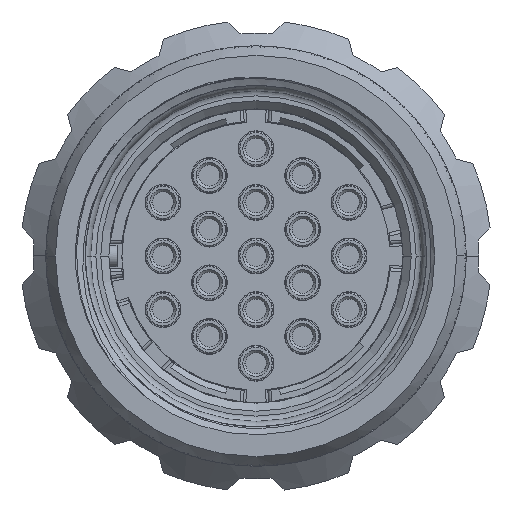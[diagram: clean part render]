
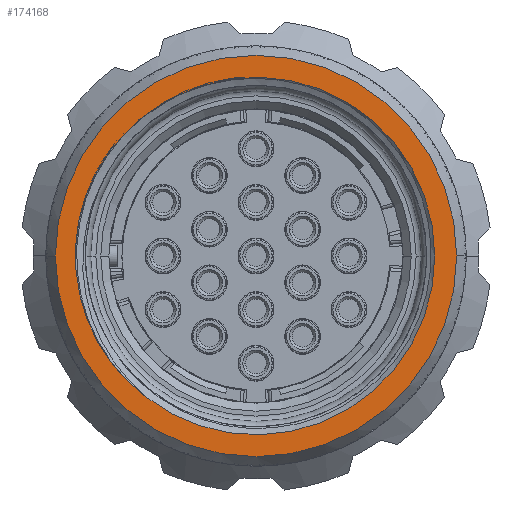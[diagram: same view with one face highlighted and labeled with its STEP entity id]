
A CAD part, left-side view. The second image highlights one B-rep face of the part: STEP entity #174168.
In plain terms, the highlighted planar face has unit normal (-1, 0, 0).
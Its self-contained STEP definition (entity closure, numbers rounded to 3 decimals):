
#32107=CARTESIAN_POINT('',(-13.05,0.,0.));
#32108=DIRECTION('',(-1.,0.,0.));
#32109=DIRECTION('',(0.,1.,0.));
#32110=AXIS2_PLACEMENT_3D('',#32107,#32108,#32109);
#32112=CARTESIAN_POINT('',(-13.05,0.,0.));
#32113=DIRECTION('',(1.,0.,0.));
#32114=DIRECTION('',(0.,1.,0.));
#32115=AXIS2_PLACEMENT_3D('',#32112,#32113,#32114);
#32117=CARTESIAN_POINT('',(-13.05,7.989,7.62));
#32118=CARTESIAN_POINT('',(-13.05,7.894,7.714));
#32119=CARTESIAN_POINT('',(-13.05,7.702,7.899));
#32120=CARTESIAN_POINT('',(-13.05,7.403,8.166));
#32121=CARTESIAN_POINT('',(-13.05,7.096,8.422));
#32122=CARTESIAN_POINT('',(-13.05,6.885,8.584));
#32123=CARTESIAN_POINT('',(-13.05,6.778,8.664));
#32125=CARTESIAN_POINT('',(-13.05,7.989,-7.62));
#32126=CARTESIAN_POINT('',(-13.05,8.075,-7.534));
#32127=CARTESIAN_POINT('',(-13.05,8.245,-7.357));
#32128=CARTESIAN_POINT('',(-13.05,8.499,-7.075));
#32129=CARTESIAN_POINT('',(-13.05,8.744,-6.78));
#32130=CARTESIAN_POINT('',(-13.05,8.981,-6.473));
#32131=CARTESIAN_POINT('',(-13.05,9.208,-6.156));
#32132=CARTESIAN_POINT('',(-13.05,9.424,-5.829));
#32133=CARTESIAN_POINT('',(-13.05,9.628,-5.493));
#32134=CARTESIAN_POINT('',(-13.05,9.821,-5.149));
#32135=CARTESIAN_POINT('',(-13.05,10.001,-4.797));
#32136=CARTESIAN_POINT('',(-13.05,10.169,-4.439));
#32137=CARTESIAN_POINT('',(-13.05,10.324,-4.074));
#32138=CARTESIAN_POINT('',(-13.05,10.465,-3.703));
#32139=CARTESIAN_POINT('',(-13.05,10.593,-3.328));
#32140=CARTESIAN_POINT('',(-13.05,10.707,-2.947));
#32141=CARTESIAN_POINT('',(-13.05,10.808,-2.562));
#32142=CARTESIAN_POINT('',(-13.05,10.894,-2.174));
#32143=CARTESIAN_POINT('',(-13.05,10.966,-1.783));
#32144=CARTESIAN_POINT('',(-13.05,11.024,-1.389));
#32145=CARTESIAN_POINT('',(-13.05,11.067,-0.994));
#32146=CARTESIAN_POINT('',(-13.05,11.096,-0.597));
#32147=CARTESIAN_POINT('',(-13.05,11.111,-0.199));
#32148=CARTESIAN_POINT('',(-13.05,11.111,0.199));
#32149=CARTESIAN_POINT('',(-13.05,11.096,0.597));
#32150=CARTESIAN_POINT('',(-13.05,11.067,0.994));
#32151=CARTESIAN_POINT('',(-13.05,11.024,1.389));
#32152=CARTESIAN_POINT('',(-13.05,10.966,1.783));
#32153=CARTESIAN_POINT('',(-13.05,10.894,2.174));
#32154=CARTESIAN_POINT('',(-13.05,10.808,2.562));
#32155=CARTESIAN_POINT('',(-13.05,10.707,2.947));
#32156=CARTESIAN_POINT('',(-13.05,10.593,3.328));
#32157=CARTESIAN_POINT('',(-13.05,10.465,3.704));
#32158=CARTESIAN_POINT('',(-13.05,10.324,4.074));
#32159=CARTESIAN_POINT('',(-13.05,10.169,4.439));
#32160=CARTESIAN_POINT('',(-13.05,10.001,4.797));
#32161=CARTESIAN_POINT('',(-13.05,9.821,5.149));
#32162=CARTESIAN_POINT('',(-13.05,9.628,5.493));
#32163=CARTESIAN_POINT('',(-13.05,9.424,5.829));
#32164=CARTESIAN_POINT('',(-13.05,9.208,6.156));
#32165=CARTESIAN_POINT('',(-13.05,8.981,6.473));
#32166=CARTESIAN_POINT('',(-13.05,8.744,6.78));
#32167=CARTESIAN_POINT('',(-13.05,8.499,7.075));
#32168=CARTESIAN_POINT('',(-13.05,8.245,7.357));
#32169=CARTESIAN_POINT('',(-13.05,8.075,7.534));
#32170=CARTESIAN_POINT('',(-13.05,7.989,7.62));
#32172=CARTESIAN_POINT('',(-13.05,6.778,-8.664));
#32173=CARTESIAN_POINT('',(-13.05,6.885,-8.584));
#32174=CARTESIAN_POINT('',(-13.05,7.096,-8.422));
#32175=CARTESIAN_POINT('',(-13.05,7.403,-8.166));
#32176=CARTESIAN_POINT('',(-13.05,7.702,-7.899));
#32177=CARTESIAN_POINT('',(-13.05,7.894,-7.714));
#32178=CARTESIAN_POINT('',(-13.05,7.989,-7.62));
#32358=CARTESIAN_POINT('',(-13.05,0.,0.));
#32359=DIRECTION('',(1.,0.,0.));
#32360=DIRECTION('',(0.,0.616,0.788));
#32361=AXIS2_PLACEMENT_3D('',#32358,#32359,#32360);
#82916=CARTESIAN_POINT('',(-13.05,12.348,0.));
#82918=VERTEX_POINT('',#82916);
#82927=CARTESIAN_POINT('',(-13.05,-12.348,0.));
#82928=VERTEX_POINT('',#82927);
#83166=VERTEX_POINT('',#32125);
#83167=VERTEX_POINT('',#32170);
#83168=VERTEX_POINT('',#32123);
#83169=VERTEX_POINT('',#32172);
#174149=CARTESIAN_POINT('',(-13.05,0.,0.));
#174150=DIRECTION('',(1.,0.,0.));
#174151=DIRECTION('',(0.,-1.,0.));
#174152=AXIS2_PLACEMENT_3D('',#174149,#174150,#174151);
#174153=PLANE('245',#174152);
#174154=ORIENTED_EDGE('7863',*,*,#98150,.F.);
#174155=ORIENTED_EDGE('7853',*,*,#173594,.T.);
#174156=EDGE_LOOP('245',(#174154,#174155));
#174157=FACE_OUTER_BOUND('245',#174156,.F.);
#174159=ORIENTED_EDGE('8149',*,*,#174158,.F.);
#174161=ORIENTED_EDGE('8140',*,*,#174160,.F.);
#174163=ORIENTED_EDGE('8139',*,*,#174162,.F.);
#174165=ORIENTED_EDGE('8141',*,*,#174164,.F.);
#174166=EDGE_LOOP('245',(#174159,#174161,#174163,#174165));
#174167=FACE_BOUND('245',#174166,.F.);
#32111=CIRCLE('7863',#32110,12.348);
#32116=CIRCLE('7853',#32115,12.348);
#32124=B_SPLINE_CURVE_WITH_KNOTS('8140',3,(#32117,#32118,#32119,#32120,#32121,
#32122,#32123),.UNSPECIFIED.,.F.,.F.,(4,1,1,1,4),(0.,0.25,0.5,0.75,
1.),.UNSPECIFIED.);
#32171=B_SPLINE_CURVE_WITH_KNOTS('8139',3,(#32125,#32126,#32127,#32128,#32129,
#32130,#32131,#32132,#32133,#32134,#32135,#32136,#32137,#32138,#32139,#32140,
#32141,#32142,#32143,#32144,#32145,#32146,#32147,#32148,#32149,#32150,#32151,
#32152,#32153,#32154,#32155,#32156,#32157,#32158,#32159,#32160,#32161,#32162,
#32163,#32164,#32165,#32166,#32167,#32168,#32169,#32170),.UNSPECIFIED.,.F.,.F.,(
4,1,1,1,1,1,1,1,1,1,1,1,1,1,1,1,1,1,1,1,1,1,1,1,1,1,1,1,1,1,1,1,1,1,1,1,1,1,1,1,
1,1,1,4),(0.,0.023,0.047,0.07,
0.093,0.116,0.14,0.163,
0.186,0.209,0.233,0.256,
0.279,0.302,0.326,0.349,
0.372,0.395,0.419,0.442,
0.465,0.488,0.512,0.535,
0.558,0.581,0.605,0.628,
0.651,0.674,0.698,0.721,
0.744,0.767,0.791,0.814,
0.837,0.86,0.884,0.907,
0.93,0.953,0.977,1.),.UNSPECIFIED.);
#32179=B_SPLINE_CURVE_WITH_KNOTS('8141',3,(#32172,#32173,#32174,#32175,#32176,
#32177,#32178),.UNSPECIFIED.,.F.,.F.,(4,1,1,1,4),(0.,0.25,0.5,0.75,
1.),.UNSPECIFIED.);
#32362=CIRCLE('8149',#32361,11.);
#98150=EDGE_CURVE('7863',#82918,#82928,#32111,.T.);
#173594=EDGE_CURVE('7853',#82918,#82928,#32116,.T.);
#174158=EDGE_CURVE('8149',#83168,#83169,#32362,.T.);
#174160=EDGE_CURVE('8140',#83167,#83168,#32124,.T.);
#174162=EDGE_CURVE('8139',#83166,#83167,#32171,.T.);
#174164=EDGE_CURVE('8141',#83169,#83166,#32179,.T.);
#174168=ADVANCED_FACE('245',(#174157,#174167),#174153,.F.);
